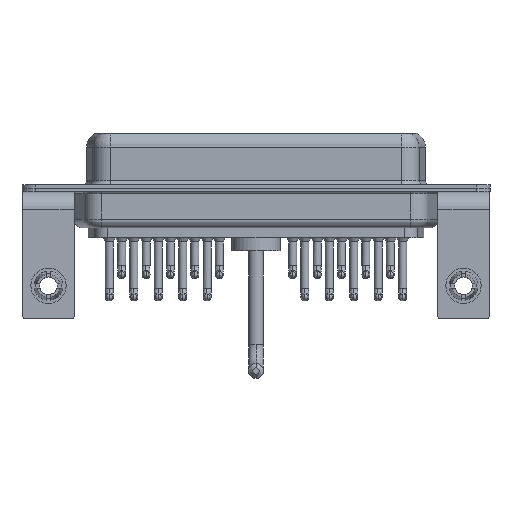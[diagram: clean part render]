
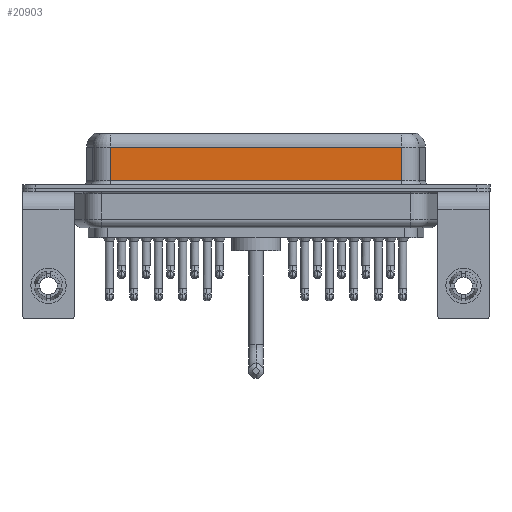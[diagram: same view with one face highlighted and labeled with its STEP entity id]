
A CAD part, front view. The second image highlights one B-rep face of the part: STEP entity #20903.
In plain terms, the highlighted planar face has unit normal (0, -1, 0).
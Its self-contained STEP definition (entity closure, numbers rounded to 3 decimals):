
#595 = CARTESIAN_POINT ( 'NONE',  ( 40.037, -3.95, 0.9 ) ) ;
#913 = LINE ( 'NONE', #8635, #4035 ) ;
#933 = DIRECTION ( 'NONE',  ( 0., 1., 0. ) ) ;
#1170 = EDGE_CURVE ( 'NONE', #24352, #17554, #2862, .T. ) ;
#2595 = ORIENTED_EDGE ( 'NONE', *, *, #1170, .T. ) ;
#2820 = PLANE ( 'NONE',  #6647 ) ;
#2862 = LINE ( 'NONE', #595, #8810 ) ;
#2867 = EDGE_LOOP ( 'NONE', ( #20151, #24242, #12374, #2595 ) ) ;
#2996 = VECTOR ( 'NONE', #5249, 1000. ) ;
#4035 = VECTOR ( 'NONE', #15213, 1000. ) ;
#4062 = EDGE_CURVE ( 'NONE', #19221, #21198, #913, .T. ) ;
#5249 = DIRECTION ( 'NONE',  ( 0., 0., -1. ) ) ;
#6627 = CARTESIAN_POINT ( 'NONE',  ( 40.037, -3.95, 6.4 ) ) ;
#6647 = AXIS2_PLACEMENT_3D ( 'NONE', #18285, #933, #24599 ) ;
#7030 = CARTESIAN_POINT ( 'NONE',  ( 7.013, -3.95, 6.4 ) ) ;
#8635 = CARTESIAN_POINT ( 'NONE',  ( 40.037, -3.95, 4.65 ) ) ;
#8810 = VECTOR ( 'NONE', #18071, 1000. ) ;
#9283 = CARTESIAN_POINT ( 'NONE',  ( 7.013, -3.95, 0.9 ) ) ;
#12374 = ORIENTED_EDGE ( 'NONE', *, *, #20292, .T. ) ;
#12574 = DIRECTION ( 'NONE',  ( 0., 0., -1. ) ) ;
#13488 = CARTESIAN_POINT ( 'NONE',  ( 40.037, -3.95, 4.65 ) ) ;
#13633 = CARTESIAN_POINT ( 'NONE',  ( 40.037, -3.95, 0.9 ) ) ;
#15213 = DIRECTION ( 'NONE',  ( -1., 0., 0. ) ) ;
#16658 = LINE ( 'NONE', #7030, #2996 ) ;
#17509 = CARTESIAN_POINT ( 'NONE',  ( 7.013, -3.95, 4.65 ) ) ;
#17554 = VERTEX_POINT ( 'NONE', #13633 ) ;
#18071 = DIRECTION ( 'NONE',  ( 1., 0., 0. ) ) ;
#18285 = CARTESIAN_POINT ( 'NONE',  ( 40.037, -3.95, 6.4 ) ) ;
#19221 = VERTEX_POINT ( 'NONE', #13488 ) ;
#19462 = EDGE_CURVE ( 'NONE', #19221, #17554, #21954, .T. ) ;
#20151 = ORIENTED_EDGE ( 'NONE', *, *, #19462, .F. ) ;
#20292 = EDGE_CURVE ( 'NONE', #21198, #24352, #16658, .T. ) ;
#20903 = ADVANCED_FACE ( 'NONE', ( #23985 ), #2820, .F. ) ;
#21198 = VERTEX_POINT ( 'NONE', #17509 ) ;
#21954 = LINE ( 'NONE', #6627, #24390 ) ;
#23985 = FACE_OUTER_BOUND ( 'NONE', #2867, .T. ) ;
#24242 = ORIENTED_EDGE ( 'NONE', *, *, #4062, .T. ) ;
#24352 = VERTEX_POINT ( 'NONE', #9283 ) ;
#24390 = VECTOR ( 'NONE', #12574, 1000. ) ;
#24599 = DIRECTION ( 'NONE',  ( 0., 0., 1. ) ) ;
